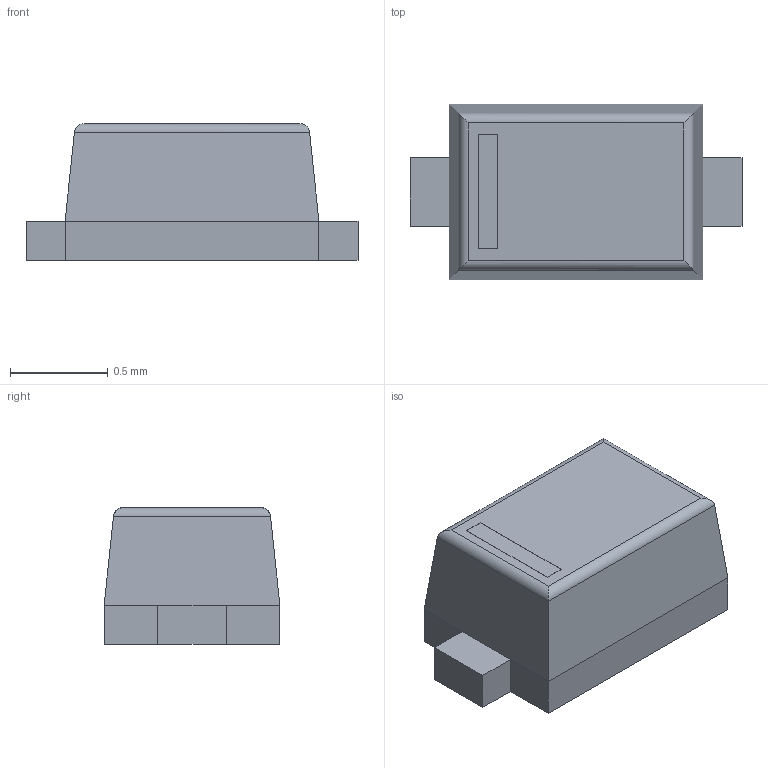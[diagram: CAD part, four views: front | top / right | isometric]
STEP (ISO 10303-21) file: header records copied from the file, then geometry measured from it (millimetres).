
FILE_DESCRIPTION (( 'STEP AP214' ), '1' );
FILE_NAME ('91B067CD-8AE7-4C72-99BC-197B27E7DDF4.STEP', '2024-05-03T10:43:50', ( '' ), ( '' ), 'SwSTEP 2.0', 'SolidWorks 2022', '' );
FILE_SCHEMA (( 'AUTOMOTIVE_DESIGN' ));
Length unit declared in the file: millimetre
Products named in the file (1): 91B067CD-8AE7-4C72-99BC-197B27E7DDF4
Bounding box: 1.7 x 0.9 x 0.7 mm (x, y, z)
Volume: 0.8 mm3; surface area: 5.5 mm2
Topology: 1 solids, 1 shells, 29 faces, 66 edges, 40 vertices
Faces by surface type: plane 25, cylinder 4
Entity records: 961 total; most frequent: CARTESIAN_POINT 148, ORIENTED_EDGE 132, DIRECTION 122, EDGE_CURVE 66, LINE 62, VECTOR 62, VERTEX_POINT 40, EDGE_LOOP 30
